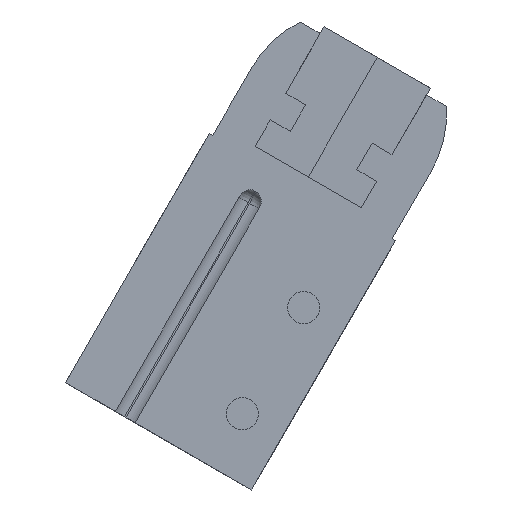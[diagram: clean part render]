
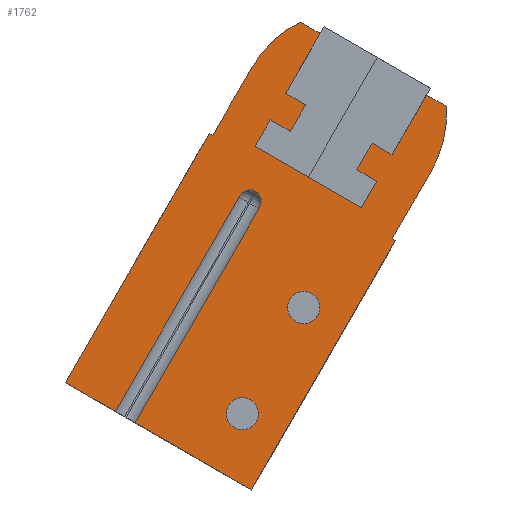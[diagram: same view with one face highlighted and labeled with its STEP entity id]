
A CAD part, front view. The second image highlights one B-rep face of the part: STEP entity #1762.
In plain terms, the highlighted face is planar.
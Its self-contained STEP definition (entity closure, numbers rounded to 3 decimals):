
#53=FACE_BOUND('',#301,.T.);
#54=FACE_BOUND('',#302,.T.);
#86=PLANE('',#1943);
#174=FACE_OUTER_BOUND('',#300,.T.);
#300=EDGE_LOOP('',(#1409,#1410,#1411,#1412,#1413,#1414,#1415,#1416,#1417,
#1418,#1419,#1420,#1421,#1422,#1423,#1424,#1425,#1426,#1427,#1428,#1429,
#1430,#1431,#1432,#1433,#1434));
#301=EDGE_LOOP('',(#1435));
#302=EDGE_LOOP('',(#1436));
#401=LINE('',#2722,#567);
#414=LINE('',#2752,#580);
#422=LINE('',#2772,#588);
#424=LINE('',#2776,#590);
#427=LINE('',#2782,#593);
#430=LINE('',#2788,#596);
#434=LINE('',#2800,#600);
#437=LINE('',#2806,#603);
#440=LINE('',#2812,#606);
#443=LINE('',#2818,#609);
#446=LINE('',#2824,#612);
#449=LINE('',#2830,#615);
#452=LINE('',#2836,#618);
#455=LINE('',#2842,#621);
#458=LINE('',#2848,#624);
#461=LINE('',#2854,#627);
#464=LINE('',#2860,#630);
#467=LINE('',#2866,#633);
#470=LINE('',#2872,#636);
#474=LINE('',#2884,#640);
#477=LINE('',#2889,#643);
#481=LINE('',#2899,#647);
#482=LINE('',#2902,#648);
#567=VECTOR('',#2178,1000.);
#580=VECTOR('',#2197,1000.);
#588=VECTOR('',#2209,1000.);
#590=VECTOR('',#2213,1000.);
#593=VECTOR('',#2218,1000.);
#596=VECTOR('',#2223,1000.);
#600=VECTOR('',#2235,1000.);
#603=VECTOR('',#2240,1000.);
#606=VECTOR('',#2245,1000.);
#609=VECTOR('',#2250,1000.);
#612=VECTOR('',#2255,1000.);
#615=VECTOR('',#2260,1000.);
#618=VECTOR('',#2265,1000.);
#621=VECTOR('',#2270,1000.);
#624=VECTOR('',#2275,1000.);
#627=VECTOR('',#2280,1000.);
#630=VECTOR('',#2285,1000.);
#633=VECTOR('',#2290,1000.);
#636=VECTOR('',#2295,1000.);
#640=VECTOR('',#2307,1000.);
#643=VECTOR('',#2312,1000.);
#647=VECTOR('',#2322,1000.);
#648=VECTOR('',#2325,1000.);
#726=CIRCLE('',#1877,2.1);
#728=CIRCLE('',#1880,2.1);
#753=CIRCLE('',#1921,15.);
#755=CIRCLE('',#1937,15.);
#758=CIRCLE('',#1944,1.5);
#804=VERTEX_POINT('',#2650);
#806=VERTEX_POINT('',#2656);
#827=VERTEX_POINT('',#2720);
#828=VERTEX_POINT('',#2721);
#842=VERTEX_POINT('',#2751);
#851=VERTEX_POINT('',#2769);
#852=VERTEX_POINT('',#2771);
#853=VERTEX_POINT('',#2775);
#855=VERTEX_POINT('',#2781);
#857=VERTEX_POINT('',#2787);
#859=VERTEX_POINT('',#2793);
#861=VERTEX_POINT('',#2799);
#863=VERTEX_POINT('',#2805);
#865=VERTEX_POINT('',#2811);
#867=VERTEX_POINT('',#2817);
#869=VERTEX_POINT('',#2823);
#871=VERTEX_POINT('',#2829);
#873=VERTEX_POINT('',#2835);
#875=VERTEX_POINT('',#2841);
#877=VERTEX_POINT('',#2847);
#879=VERTEX_POINT('',#2853);
#881=VERTEX_POINT('',#2859);
#883=VERTEX_POINT('',#2865);
#885=VERTEX_POINT('',#2871);
#887=VERTEX_POINT('',#2877);
#889=VERTEX_POINT('',#2883);
#893=VERTEX_POINT('',#2898);
#894=VERTEX_POINT('',#2900);
#967=EDGE_CURVE('',#804,#804,#726,.T.);
#970=EDGE_CURVE('',#806,#806,#728,.T.);
#1001=EDGE_CURVE('',#827,#828,#401,.T.);
#1016=EDGE_CURVE('',#828,#842,#414,.T.);
#1026=EDGE_CURVE('',#851,#852,#422,.T.);
#1028=EDGE_CURVE('',#852,#853,#424,.T.);
#1031=EDGE_CURVE('',#853,#855,#427,.T.);
#1034=EDGE_CURVE('',#855,#857,#430,.T.);
#1037=EDGE_CURVE('',#857,#859,#753,.T.);
#1040=EDGE_CURVE('',#859,#861,#434,.T.);
#1043=EDGE_CURVE('',#861,#863,#437,.T.);
#1046=EDGE_CURVE('',#863,#865,#440,.T.);
#1049=EDGE_CURVE('',#865,#867,#443,.T.);
#1052=EDGE_CURVE('',#867,#869,#446,.T.);
#1055=EDGE_CURVE('',#869,#871,#449,.T.);
#1058=EDGE_CURVE('',#871,#873,#452,.T.);
#1061=EDGE_CURVE('',#873,#875,#455,.T.);
#1064=EDGE_CURVE('',#875,#877,#458,.T.);
#1067=EDGE_CURVE('',#877,#879,#461,.T.);
#1070=EDGE_CURVE('',#879,#881,#464,.T.);
#1073=EDGE_CURVE('',#881,#883,#467,.T.);
#1076=EDGE_CURVE('',#883,#885,#470,.T.);
#1079=EDGE_CURVE('',#885,#887,#755,.T.);
#1082=EDGE_CURVE('',#887,#889,#474,.T.);
#1085=EDGE_CURVE('',#889,#827,#477,.T.);
#1090=EDGE_CURVE('',#893,#851,#481,.T.);
#1091=EDGE_CURVE('',#893,#894,#758,.T.);
#1092=EDGE_CURVE('',#894,#842,#482,.T.);
#1409=ORIENTED_EDGE('',*,*,#1090,.F.);
#1410=ORIENTED_EDGE('',*,*,#1091,.T.);
#1411=ORIENTED_EDGE('',*,*,#1092,.T.);
#1412=ORIENTED_EDGE('',*,*,#1016,.F.);
#1413=ORIENTED_EDGE('',*,*,#1001,.F.);
#1414=ORIENTED_EDGE('',*,*,#1085,.F.);
#1415=ORIENTED_EDGE('',*,*,#1082,.F.);
#1416=ORIENTED_EDGE('',*,*,#1079,.F.);
#1417=ORIENTED_EDGE('',*,*,#1076,.F.);
#1418=ORIENTED_EDGE('',*,*,#1073,.F.);
#1419=ORIENTED_EDGE('',*,*,#1070,.F.);
#1420=ORIENTED_EDGE('',*,*,#1067,.F.);
#1421=ORIENTED_EDGE('',*,*,#1064,.F.);
#1422=ORIENTED_EDGE('',*,*,#1061,.F.);
#1423=ORIENTED_EDGE('',*,*,#1058,.F.);
#1424=ORIENTED_EDGE('',*,*,#1055,.F.);
#1425=ORIENTED_EDGE('',*,*,#1052,.F.);
#1426=ORIENTED_EDGE('',*,*,#1049,.F.);
#1427=ORIENTED_EDGE('',*,*,#1046,.F.);
#1428=ORIENTED_EDGE('',*,*,#1043,.F.);
#1429=ORIENTED_EDGE('',*,*,#1040,.F.);
#1430=ORIENTED_EDGE('',*,*,#1037,.F.);
#1431=ORIENTED_EDGE('',*,*,#1034,.F.);
#1432=ORIENTED_EDGE('',*,*,#1031,.F.);
#1433=ORIENTED_EDGE('',*,*,#1028,.F.);
#1434=ORIENTED_EDGE('',*,*,#1026,.F.);
#1435=ORIENTED_EDGE('',*,*,#967,.F.);
#1436=ORIENTED_EDGE('',*,*,#970,.F.);
#1762=ADVANCED_FACE('',(#174,#53,#54),#86,.T.);
#1877=AXIS2_PLACEMENT_3D('',#2652,#2097,#2098);
#1880=AXIS2_PLACEMENT_3D('',#2658,#2104,#2105);
#1921=AXIS2_PLACEMENT_3D('',#2794,#2228,#2229);
#1937=AXIS2_PLACEMENT_3D('',#2878,#2300,#2301);
#1943=AXIS2_PLACEMENT_3D('',#2897,#2320,#2321);
#1944=AXIS2_PLACEMENT_3D('',#2901,#2323,#2324);
#2097=DIRECTION('center_axis',(0.,0.,-1.));
#2098=DIRECTION('ref_axis',(-1.,0.,0.));
#2104=DIRECTION('center_axis',(0.,0.,-1.));
#2105=DIRECTION('ref_axis',(-1.,0.,0.));
#2178=DIRECTION('',(0.,-1.,0.));
#2197=DIRECTION('',(1.,0.,0.));
#2209=DIRECTION('',(1.,0.,0.));
#2213=DIRECTION('',(0.,1.,0.));
#2218=DIRECTION('',(-1.,0.,0.));
#2223=DIRECTION('',(0.,1.,0.));
#2228=DIRECTION('center_axis',(0.,0.,1.));
#2229=DIRECTION('ref_axis',(-1.,0.,0.));
#2235=DIRECTION('',(-1.,0.,0.));
#2240=DIRECTION('',(0.,-1.,0.));
#2245=DIRECTION('',(-1.,0.,0.));
#2250=DIRECTION('',(0.,-1.,0.));
#2255=DIRECTION('',(1.,0.,0.));
#2260=DIRECTION('',(0.,-1.,0.));
#2265=DIRECTION('',(-1.,0.,0.));
#2270=DIRECTION('',(0.,1.,0.));
#2275=DIRECTION('',(1.,0.,0.));
#2280=DIRECTION('',(0.,1.,0.));
#2285=DIRECTION('',(-1.,0.,0.));
#2290=DIRECTION('',(0.,1.,0.));
#2295=DIRECTION('',(-1.,0.,0.));
#2300=DIRECTION('center_axis',(0.,0.,1.));
#2301=DIRECTION('ref_axis',(1.,0.,0.));
#2307=DIRECTION('',(0.,-1.,0.));
#2312=DIRECTION('',(-1.,0.,0.));
#2320=DIRECTION('center_axis',(0.,0.,-1.));
#2321=DIRECTION('ref_axis',(-1.,0.,0.));
#2322=DIRECTION('',(0.,-1.,0.));
#2323=DIRECTION('center_axis',(0.,0.,1.));
#2324=DIRECTION('ref_axis',(-1.,0.,0.));
#2325=DIRECTION('',(0.,-1.,0.));
#2650=CARTESIAN_POINT('',(-5.9,8.,-18.));
#2652=CARTESIAN_POINT('Origin',(-8.,8.,-18.));
#2656=CARTESIAN_POINT('',(-5.9,24.,-18.));
#2658=CARTESIAN_POINT('Origin',(-8.,24.,-18.));
#2720=CARTESIAN_POINT('',(-14.,37.5,-18.));
#2721=CARTESIAN_POINT('',(-14.,0.,-18.));
#2722=CARTESIAN_POINT('',(-14.,37.5,-18.));
#2751=CARTESIAN_POINT('',(3.5,0.,-18.));
#2752=CARTESIAN_POINT('',(-14.,0.,-18.));
#2769=CARTESIAN_POINT('',(6.5,0.,-18.));
#2771=CARTESIAN_POINT('',(14.,0.,-18.));
#2772=CARTESIAN_POINT('',(-14.,0.,-18.));
#2775=CARTESIAN_POINT('',(14.,37.5,-18.));
#2776=CARTESIAN_POINT('',(14.,0.,-18.));
#2781=CARTESIAN_POINT('',(13.5,37.5,-18.));
#2782=CARTESIAN_POINT('',(14.,37.5,-18.));
#2787=CARTESIAN_POINT('',(13.5,47.708,-18.));
#2788=CARTESIAN_POINT('',(13.5,37.5,-18.));
#2793=CARTESIAN_POINT('',(11.,56.,-18.));
#2794=CARTESIAN_POINT('Origin',(-1.5,47.708,-18.));
#2799=CARTESIAN_POINT('',(8.,56.,-18.));
#2800=CARTESIAN_POINT('',(11.,56.,-18.));
#2805=CARTESIAN_POINT('',(8.,47.,-18.));
#2806=CARTESIAN_POINT('',(8.,47.,-18.));
#2811=CARTESIAN_POINT('',(5.,47.,-18.));
#2812=CARTESIAN_POINT('',(5.,47.,-18.));
#2817=CARTESIAN_POINT('',(5.,43.,-18.));
#2818=CARTESIAN_POINT('',(5.,43.,-18.));
#2823=CARTESIAN_POINT('',(8.,43.,-18.));
#2824=CARTESIAN_POINT('',(8.,43.,-18.));
#2829=CARTESIAN_POINT('',(8.,39.,-18.));
#2830=CARTESIAN_POINT('',(8.,39.,-18.));
#2835=CARTESIAN_POINT('',(-8.,39.,-18.));
#2836=CARTESIAN_POINT('',(-8.,39.,-18.));
#2841=CARTESIAN_POINT('',(-8.,43.,-18.));
#2842=CARTESIAN_POINT('',(-8.,43.,-18.));
#2847=CARTESIAN_POINT('',(-5.,43.,-18.));
#2848=CARTESIAN_POINT('',(-5.,43.,-18.));
#2853=CARTESIAN_POINT('',(-5.,47.,-18.));
#2854=CARTESIAN_POINT('',(-5.,47.,-18.));
#2859=CARTESIAN_POINT('',(-8.,47.,-18.));
#2860=CARTESIAN_POINT('',(-8.,47.,-18.));
#2865=CARTESIAN_POINT('',(-8.,56.,-18.));
#2866=CARTESIAN_POINT('',(-8.,56.,-18.));
#2871=CARTESIAN_POINT('',(-11.,56.,-18.));
#2872=CARTESIAN_POINT('',(-8.,56.,-18.));
#2877=CARTESIAN_POINT('',(-13.5,47.708,-18.));
#2878=CARTESIAN_POINT('Origin',(1.5,47.708,-18.));
#2883=CARTESIAN_POINT('',(-13.5,37.5,-18.));
#2884=CARTESIAN_POINT('',(-13.5,47.708,-18.));
#2889=CARTESIAN_POINT('',(-13.5,37.5,-18.));
#2897=CARTESIAN_POINT('Origin',(-1.5,47.708,-18.));
#2898=CARTESIAN_POINT('',(6.5,32.5,-18.));
#2899=CARTESIAN_POINT('',(6.5,34.,-18.));
#2900=CARTESIAN_POINT('',(3.5,32.5,-18.));
#2901=CARTESIAN_POINT('Origin',(5.,32.5,-18.));
#2902=CARTESIAN_POINT('',(3.5,34.,-18.));
